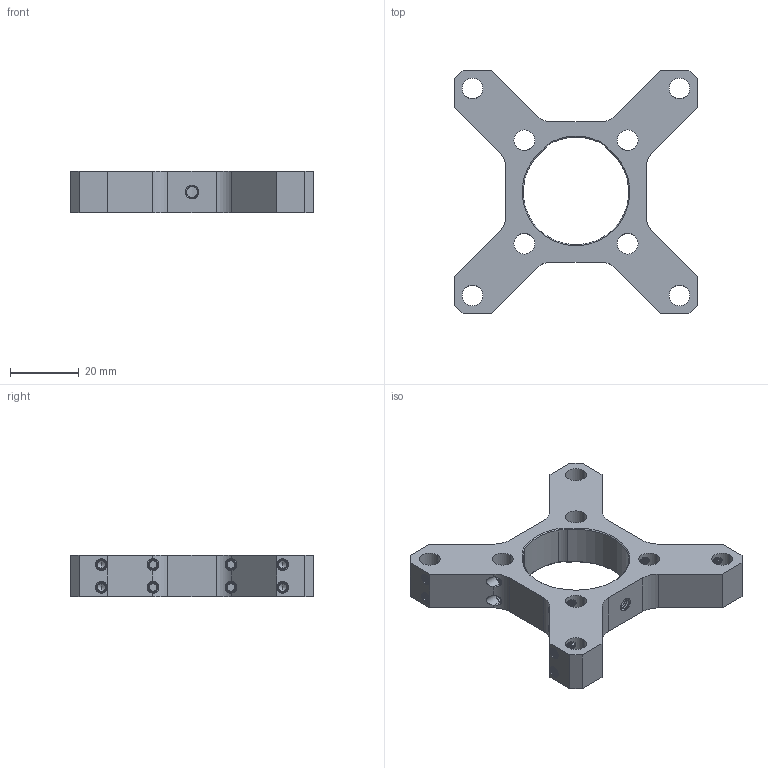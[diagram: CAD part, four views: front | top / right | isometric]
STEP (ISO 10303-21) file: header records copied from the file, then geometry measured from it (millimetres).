
FILE_DESCRIPTION((''),'2;1');
FILE_NAME('LPCM-C','2020-11-03T',('Administrator'),(''),'CREO PARAMETRIC BY PTC INC, 2015290','CREO PARAMETRIC BY PTC INC, 2015290','');
FILE_SCHEMA(('CONFIG_CONTROL_DESIGN'));
Products named in the file (1): LPCM-C
Bounding box: 70.61 x 70.61 x 12 mm (x, y, z)
Volume: 22392.3 mm3; surface area: 12283.5 mm2
Topology: 1 solids, 1 shells, 924 faces, 2673 edges, 1742 vertices
Faces by surface type: cylinder 433, bspline 389, plane 58, cone 44
Entity records: 89594 total; most frequent: CARTESIAN_POINT 69933, ORIENTED_EDGE 5310, EDGE_CURVE 2655, DIRECTION 2101, B_SPLINE_CURVE_WITH_KNOTS 1856, VERTEX_POINT 1742, EDGE_LOOP 985, FACE_OUTER_BOUND 924
